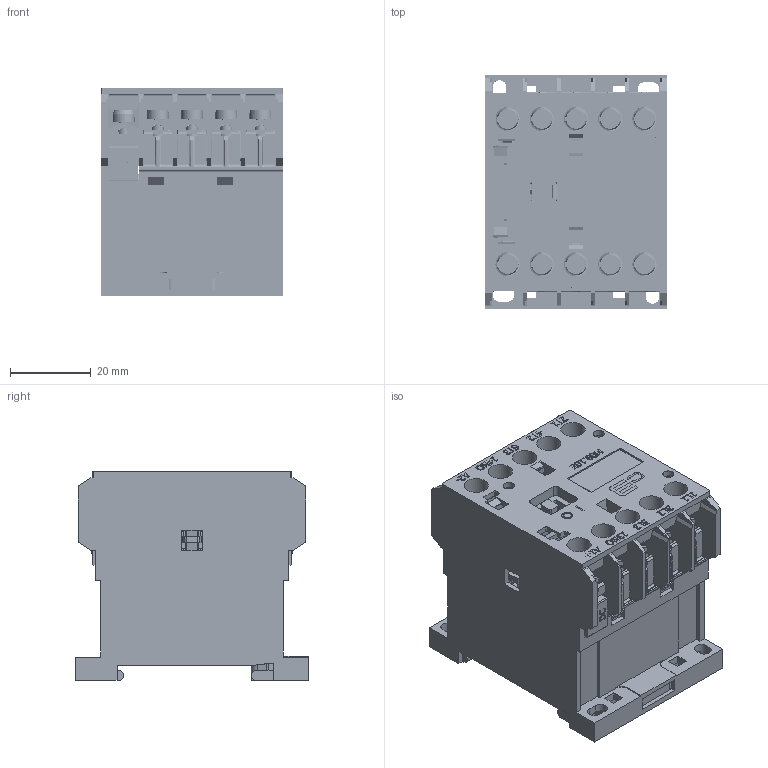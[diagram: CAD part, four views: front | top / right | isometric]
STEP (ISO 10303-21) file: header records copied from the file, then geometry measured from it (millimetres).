
FILE_DESCRIPTION((''),'2;1');
FILE_NAME('12C60119H01.stp','2015-05-22T16:28:28',('rshanor'),(''),'Autodesk Inventor 2013','Autodesk Inventor 2013','');
FILE_SCHEMA(('AUTOMOTIVE_DESIGN { 1 2 10303 214 0 1 1 1 }'));
Length unit declared in the file: millimetre
Products named in the file (1): 12C60119H01
Bounding box: 45 x 58 x 51.75 mm (x, y, z)
Volume: 61287 mm3; surface area: 74028 mm2
Topology: 10 solids, 22 shells, 5957 faces, 17361 edges, 11122 vertices
Faces by surface type: plane 4155, cylinder 1243, bspline 375, torus 127, sphere 36, cone 21
Full cylindrical faces by diameter (mm): 1.95 x1, 2 x6, 2.1 x25, 2.6 x2, 2.75 x6, 2.9 x20, 3 x10, 3.5 x12, 3.75 x12, 5.45 x10, 6 x10
Entity records: 208839 total; most frequent: CARTESIAN_POINT 45738, ORIENTED_EDGE 34368, DIRECTION 30521, EDGE_CURVE 17184, VECTOR 13441, LINE 13441, VERTEX_POINT 11068, AXIS2_PLACEMENT_3D 8540
